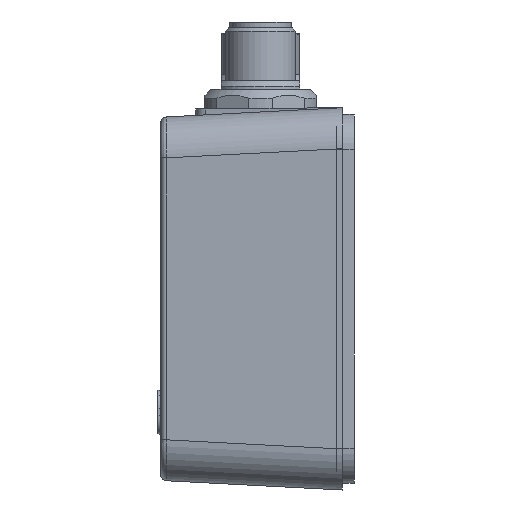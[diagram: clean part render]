
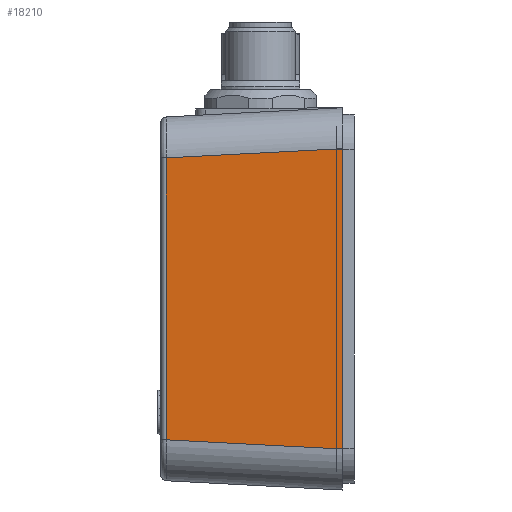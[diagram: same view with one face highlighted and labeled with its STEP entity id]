
A CAD part, left-side view. The second image highlights one B-rep face of the part: STEP entity #18210.
In plain terms, the highlighted planar face has unit normal (-0.999, 0.052, 0).
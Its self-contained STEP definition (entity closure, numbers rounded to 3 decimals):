
#1801 = DIRECTION ( 'NONE',  ( -0.999, 0.052, 0. ) ) ;
#1898 = CARTESIAN_POINT ( 'NONE',  ( -153.125, 2., 25.634 ) ) ;
#2606 = VERTEX_POINT ( 'NONE', #5210 ) ;
#3439 = CARTESIAN_POINT ( 'NONE',  ( -151.35, 35.867, -23.859 ) ) ;
#3730 = ORIENTED_EDGE ( 'NONE', *, *, #25347, .T. ) ;
#5210 = CARTESIAN_POINT ( 'NONE',  ( -151.55, 32.052, 24.059 ) ) ;
#6127 = ORIENTED_EDGE ( 'NONE', *, *, #26718, .T. ) ;
#8047 = CARTESIAN_POINT ( 'NONE',  ( -151.55, 32.052, 31. ) ) ;
#8754 = VECTOR ( 'NONE', #14021, 1000. ) ;
#9773 = VECTOR ( 'NONE', #25073, 1000. ) ;
#10442 = PLANE ( 'NONE',  #31976 ) ;
#10734 = DIRECTION ( 'NONE',  ( 0.052, 0.997, -0.052 ) ) ;
#10783 = VECTOR ( 'NONE', #10734, 1000. ) ;
#11112 = EDGE_LOOP ( 'NONE', ( #14576, #6127, #12677, #3730 ) ) ;
#11150 = DIRECTION ( 'NONE',  ( 0., 0., -1. ) ) ;
#12012 = VERTEX_POINT ( 'NONE', #21960 ) ;
#12677 = ORIENTED_EDGE ( 'NONE', *, *, #20980, .T. ) ;
#13446 = LINE ( 'NONE', #15689, #10783 ) ;
#14021 = DIRECTION ( 'NONE',  ( -0.052, -0.997, -0.052 ) ) ;
#14565 = CARTESIAN_POINT ( 'NONE',  ( -153.125, 2., 0. ) ) ;
#14576 = ORIENTED_EDGE ( 'NONE', *, *, #14801, .T. ) ;
#14801 = EDGE_CURVE ( 'NONE', #23020, #2606, #13446, .T. ) ;
#15689 = CARTESIAN_POINT ( 'NONE',  ( -151.519, 32.636, 24.029 ) ) ;
#17329 = FACE_OUTER_BOUND ( 'NONE', #11112, .T. ) ;
#17345 = CARTESIAN_POINT ( 'NONE',  ( -153.125, 2., -25.634 ) ) ;
#18210 = ADVANCED_FACE ( 'NONE', ( #17329 ), #10442, .T. ) ;
#19013 = LINE ( 'NONE', #8047, #20867 ) ;
#19721 = LINE ( 'NONE', #14565, #9773 ) ;
#20550 = VERTEX_POINT ( 'NONE', #17345 ) ;
#20867 = VECTOR ( 'NONE', #11150, 1000. ) ;
#20980 = EDGE_CURVE ( 'NONE', #12012, #20550, #24354, .T. ) ;
#21960 = CARTESIAN_POINT ( 'NONE',  ( -151.55, 32.052, -24.059 ) ) ;
#23020 = VERTEX_POINT ( 'NONE', #1898 ) ;
#23476 = DIRECTION ( 'NONE',  ( -0.052, -0.999, 0. ) ) ;
#24354 = LINE ( 'NONE', #3439, #8754 ) ;
#25073 = DIRECTION ( 'NONE',  ( 0., 0., 1. ) ) ;
#25347 = EDGE_CURVE ( 'NONE', #20550, #23020, #19721, .T. ) ;
#25441 = CARTESIAN_POINT ( 'NONE',  ( -151.5, 33., 31. ) ) ;
#26718 = EDGE_CURVE ( 'NONE', #2606, #12012, #19013, .T. ) ;
#31976 = AXIS2_PLACEMENT_3D ( 'NONE', #25441, #1801, #23476 ) ;
